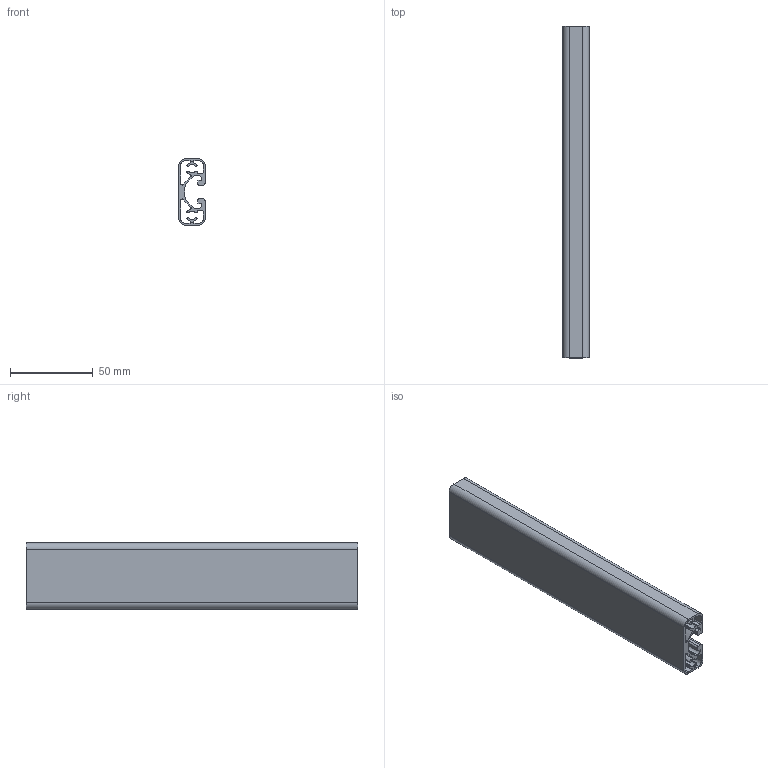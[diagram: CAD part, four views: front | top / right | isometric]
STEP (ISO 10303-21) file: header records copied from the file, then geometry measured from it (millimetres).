
FILE_DESCRIPTION(/* description */ ('Aluminiumprofil 40x16E'),/* implementation_level */ '2;1');
FILE_NAME(/* name */ 'Syskomp 281401901 Aluminiumprofil 40x16E.stp',/* time_stamp */ '2017-08-07T13:21:55+02:00',/* author */ ('wheldmann'),/* organization */ (''),/* preprocessor_version */ 'ST-DEVELOPER v16.1',/* originating_system */ 'Autodesk Inventor 2016',/* authorisation */ ' ');
FILE_SCHEMA (('AUTOMOTIVE_DESIGN { 1 0 10303 214 3 1 1 }'));
Length unit declared in the file: millimetre
Products named in the file (1): 281401901 Aluminiumprofil 40x16E - 200
Bounding box: 16 x 200 x 40 mm (x, y, z)
Volume: 45688.9 mm3; surface area: 59146 mm2
Topology: 1 solids, 1 shells, 108 faces, 318 edges, 212 vertices
Faces by surface type: cylinder 68, plane 40
Entity records: 3690 total; most frequent: DIRECTION 672, CARTESIAN_POINT 639, ORIENTED_EDGE 636, EDGE_CURVE 318, AXIS2_PLACEMENT_3D 245, VERTEX_POINT 212, LINE 182, VECTOR 182
